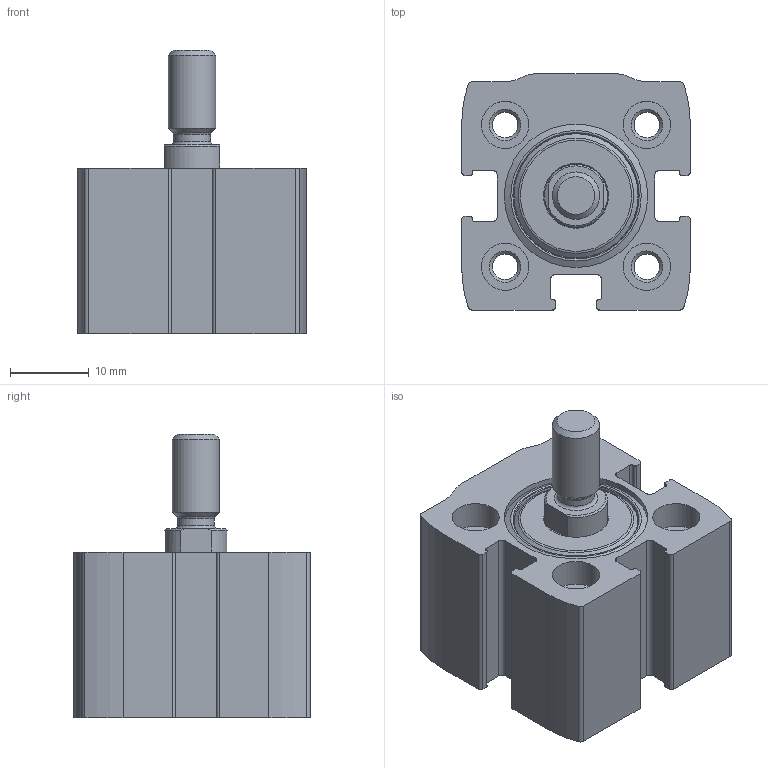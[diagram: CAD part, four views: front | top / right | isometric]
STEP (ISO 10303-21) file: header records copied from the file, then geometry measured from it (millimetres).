
FILE_DESCRIPTION(/* description */ ('STEP AP214'),/* implementation_level */ '2;1');
FILE_NAME(/* name */ '8092144_AEN-S-16-5-A-P',/* time_stamp */ '2024-08-02T18:10:51+02:00',/* author */ ('License CC BY-ND 4.0'),/* organization */ ('CADENAS'),/* preprocessor_version */ 'ST-DEVELOPER v19.3',/* originating_system */ 'PARTsolutions',/* authorisation */ ' ');
FILE_SCHEMA (('TECHNICAL_DATA_PACKAGING','INTEGRATED_CNC_SCHEMA','PROCESS_PLANNING_SCHEMA','AUTOMOTIVE_DESIGN {1 0 10303 214 3 1 1}'));
Length unit declared in the file: millimetre
Products named in the file (3): 8092144 AEN-S-16-5-A-P---(0_high); 8084843 AEN-S-16-5-A-P---(highH); 8084843 AEN-S-16-5-A-P---(highP)
Assembly tree (2 placements, depth 2):
  8092144 AEN-S-16-5-A-P---(0_high)
    8084843 AEN-S-16-5-A-P---(highH)
    8084843 AEN-S-16-5-A-P---(highP)
Bounding box: 29 x 30 x 36 mm (x, y, z)
Volume: 14368.9 mm3; surface area: 8275.8 mm2
Topology: 2 solids, 2 shells, 132 faces, 319 edges, 206 vertices
Faces by surface type: cylinder 57, plane 53, cone 17, torus 5
Full cylindrical faces by diameter (mm): 2 x1, 3.242 x4, 4.134 x1, 4.7 x1, 6 x9, 8 x2, 16 x2, 18.2 x1
Entity records: 3753 total; most frequent: DIRECTION 680, CARTESIAN_POINT 627, ORIENTED_EDGE 552, EDGE_CURVE 276, AXIS2_PLACEMENT_3D 273, VERTEX_POINT 204, EDGE_LOOP 196, FACE_BOUND 196
